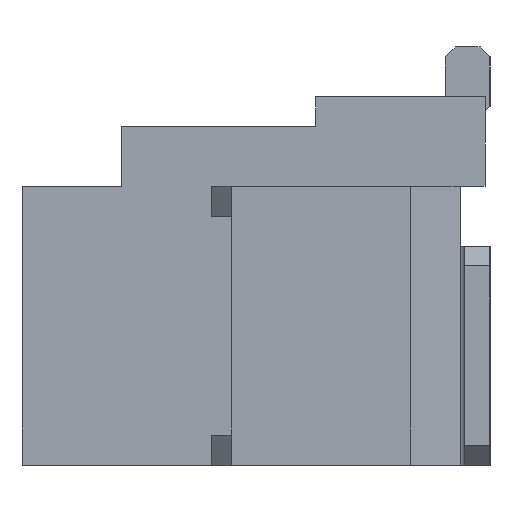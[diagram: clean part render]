
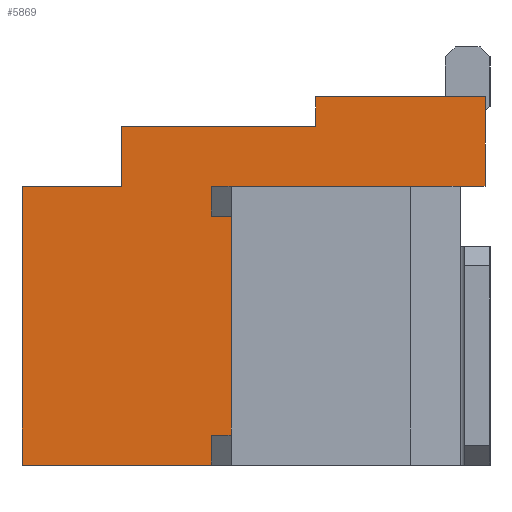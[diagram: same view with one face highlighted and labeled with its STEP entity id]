
A CAD part, left-side view. The second image highlights one B-rep face of the part: STEP entity #5869.
In plain terms, the highlighted planar face has unit normal (-1, 0, 0).
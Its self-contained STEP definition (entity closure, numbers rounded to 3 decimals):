
#5=DIRECTION('',(0.,0.,1.));
#6=VECTOR('',#5,0.9);
#7=CARTESIAN_POINT('',(-5.875,-3.675,1.2));
#8=LINE('',#7,#6);
#101=DIRECTION('',(0.,1.,0.));
#102=VECTOR('',#101,1.7);
#103=CARTESIAN_POINT('',(-5.875,-3.675,2.1));
#104=LINE('',#103,#102);
#361=DIRECTION('',(0.,-1.,0.));
#362=VECTOR('',#361,1.);
#363=CARTESIAN_POINT('',(-5.875,0.975,1.2));
#364=LINE('',#363,#362);
#365=DIRECTION('',(0.,0.,1.));
#366=VECTOR('',#365,0.6);
#367=CARTESIAN_POINT('',(-5.875,-0.025,1.2));
#368=LINE('',#367,#366);
#369=DIRECTION('',(0.,-1.,0.));
#370=VECTOR('',#369,1.95);
#371=CARTESIAN_POINT('',(-5.875,-0.025,1.8));
#372=LINE('',#371,#370);
#373=DIRECTION('',(0.,0.,-1.));
#374=VECTOR('',#373,0.3);
#375=CARTESIAN_POINT('',(-5.875,-1.975,2.1));
#376=LINE('',#375,#374);
#377=DIRECTION('',(0.,1.,0.));
#378=VECTOR('',#377,0.25);
#379=CARTESIAN_POINT('',(-5.875,-3.675,1.2));
#380=LINE('',#379,#378);
#381=DIRECTION('',(0.,-1.,0.));
#382=VECTOR('',#381,2.5);
#383=CARTESIAN_POINT('',(-5.875,-0.925,1.2));
#384=LINE('',#383,#382);
#385=DIRECTION('',(0.,0.,1.));
#386=VECTOR('',#385,0.3);
#387=CARTESIAN_POINT('',(-5.875,-0.925,0.9));
#388=LINE('',#387,#386);
#389=DIRECTION('',(0.,-1.,0.));
#390=VECTOR('',#389,0.7);
#391=CARTESIAN_POINT('',(-5.875,-0.925,0.9));
#392=LINE('',#391,#390);
#393=DIRECTION('',(0.,0.,1.));
#394=VECTOR('',#393,0.3);
#395=CARTESIAN_POINT('',(-5.875,-0.925,-1.6));
#396=LINE('',#395,#394);
#397=DIRECTION('',(0.,1.,0.));
#398=VECTOR('',#397,1.9);
#399=CARTESIAN_POINT('',(-5.875,-0.925,-1.6));
#400=LINE('',#399,#398);
#805=DIRECTION('',(0.,0.,1.));
#806=VECTOR('',#805,2.8);
#807=CARTESIAN_POINT('',(-5.875,0.975,-1.6));
#808=LINE('',#807,#806);
#2499=DIRECTION('',(0.,0.,-1.));
#2500=VECTOR('',#2499,2.2);
#2501=CARTESIAN_POINT('',(-5.875,-1.625,0.9));
#2502=LINE('',#2501,#2500);
#2627=DIRECTION('',(0.,-1.,0.));
#2628=VECTOR('',#2627,0.7);
#2629=CARTESIAN_POINT('',(-5.875,-0.925,-1.3));
#2630=LINE('',#2629,#2628);
#4083=CARTESIAN_POINT('',(-5.875,-0.925,-1.6));
#4084=CARTESIAN_POINT('',(-5.875,0.975,-1.6));
#4085=VERTEX_POINT('',#4083);
#4086=VERTEX_POINT('',#4084);
#4097=CARTESIAN_POINT('',(-5.875,-0.925,1.2));
#4098=VERTEX_POINT('',#4097);
#4115=CARTESIAN_POINT('',(-5.875,-3.675,2.1));
#4116=VERTEX_POINT('',#4115);
#4135=CARTESIAN_POINT('',(-5.875,-1.975,2.1));
#4136=CARTESIAN_POINT('',(-5.875,-1.975,1.8));
#4137=VERTEX_POINT('',#4135);
#4138=VERTEX_POINT('',#4136);
#4144=CARTESIAN_POINT('',(-5.875,-0.025,1.8));
#4146=VERTEX_POINT('',#4144);
#4313=CARTESIAN_POINT('',(-5.875,0.975,1.2));
#4314=CARTESIAN_POINT('',(-5.875,-0.025,1.2));
#4315=VERTEX_POINT('',#4313);
#4316=VERTEX_POINT('',#4314);
#4751=CARTESIAN_POINT('',(-5.875,-0.925,-1.3));
#4752=VERTEX_POINT('',#4751);
#4753=CARTESIAN_POINT('',(-5.875,-0.925,0.9));
#4754=VERTEX_POINT('',#4753);
#5055=CARTESIAN_POINT('',(-5.875,-3.675,1.2));
#5057=VERTEX_POINT('',#5055);
#5071=CARTESIAN_POINT('',(-5.875,-3.425,1.2));
#5072=VERTEX_POINT('',#5071);
#5087=CARTESIAN_POINT('',(-5.875,-1.625,-1.3));
#5089=VERTEX_POINT('',#5087);
#5093=CARTESIAN_POINT('',(-5.875,-1.625,0.9));
#5094=VERTEX_POINT('',#5093);
#5835=CARTESIAN_POINT('',(-5.875,-3.675,-1.6));
#5836=DIRECTION('',(-1.,0.,0.));
#5837=DIRECTION('',(0.,0.,1.));
#5838=AXIS2_PLACEMENT_3D('',#5835,#5836,#5837);
#5839=PLANE('',#5838);
#5841=ORIENTED_EDGE('',*,*,#5840,.T.);
#5843=ORIENTED_EDGE('',*,*,#5842,.T.);
#5845=ORIENTED_EDGE('',*,*,#5844,.T.);
#5847=ORIENTED_EDGE('',*,*,#5846,.F.);
#5848=ORIENTED_EDGE('',*,*,#5477,.F.);
#5849=ORIENTED_EDGE('',*,*,#5350,.F.);
#5850=ORIENTED_EDGE('',*,*,#5417,.T.);
#5852=ORIENTED_EDGE('',*,*,#5851,.F.);
#5854=ORIENTED_EDGE('',*,*,#5853,.F.);
#5856=ORIENTED_EDGE('',*,*,#5855,.T.);
#5858=ORIENTED_EDGE('',*,*,#5857,.T.);
#5860=ORIENTED_EDGE('',*,*,#5859,.F.);
#5862=ORIENTED_EDGE('',*,*,#5861,.F.);
#5864=ORIENTED_EDGE('',*,*,#5863,.T.);
#5866=ORIENTED_EDGE('',*,*,#5865,.T.);
#5867=EDGE_LOOP('',(#5841,#5843,#5845,#5847,#5848,#5849,#5850,#5852,#5854,#5856,
#5858,#5860,#5862,#5864,#5866));
#5868=FACE_OUTER_BOUND('',#5867,.F.);
#5869=ADVANCED_FACE('',(#5868),#5839,.T.);
#5350=EDGE_CURVE('',#5057,#4116,#8,.T.);
#5417=EDGE_CURVE('',#5057,#5072,#380,.T.);
#5477=EDGE_CURVE('',#4116,#4137,#104,.T.);
#5840=EDGE_CURVE('',#4315,#4316,#364,.T.);
#5842=EDGE_CURVE('',#4316,#4146,#368,.T.);
#5844=EDGE_CURVE('',#4146,#4138,#372,.T.);
#5846=EDGE_CURVE('',#4137,#4138,#376,.T.);
#5851=EDGE_CURVE('',#4098,#5072,#384,.T.);
#5853=EDGE_CURVE('',#4754,#4098,#388,.T.);
#5855=EDGE_CURVE('',#4754,#5094,#392,.T.);
#5857=EDGE_CURVE('',#5094,#5089,#2502,.T.);
#5859=EDGE_CURVE('',#4752,#5089,#2630,.T.);
#5861=EDGE_CURVE('',#4085,#4752,#396,.T.);
#5863=EDGE_CURVE('',#4085,#4086,#400,.T.);
#5865=EDGE_CURVE('',#4086,#4315,#808,.T.);
